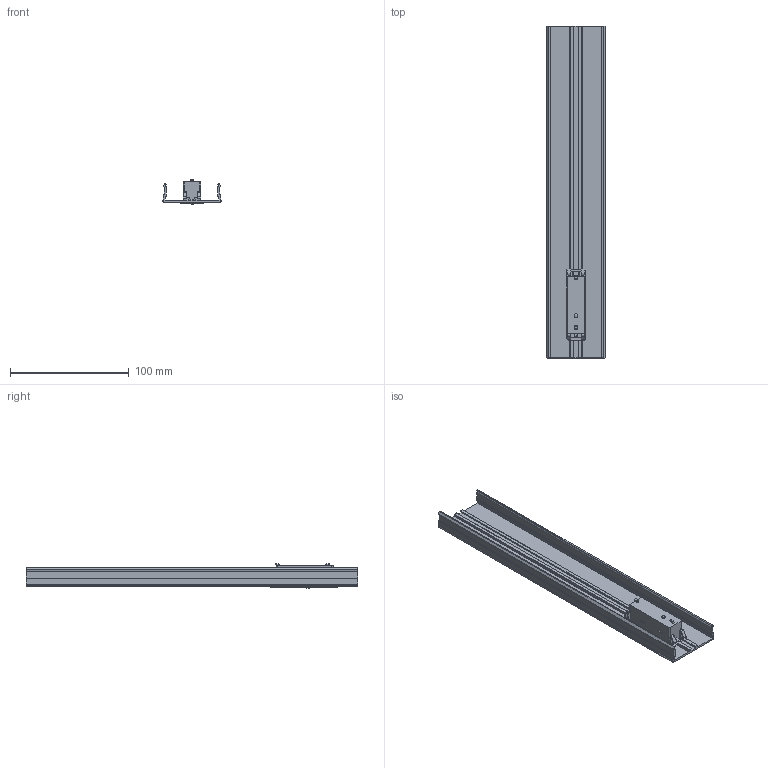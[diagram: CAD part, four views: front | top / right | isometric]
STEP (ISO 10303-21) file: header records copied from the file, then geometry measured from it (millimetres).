
FILE_DESCRIPTION(/* description */ ('This is a sample STEP configuration'),/* implementation_level */ '2;1');
FILE_NAME(/* name */ '715-07140a0xxxxxx _Simple.ipt_Rev_00.1.stp',/* time_stamp */ '2022-02-16T13:51:52+01:00',/* author */ ('powerJobs'),/* organization */ ('coolOrange'),/* preprocessor_version */ 'ST-DEVELOPER v18.1',/* originating_system */ 'Autodesk Inventor 2020',/* authorisation */ '');
FILE_SCHEMA (('AUTOMOTIVE_DESIGN { 1 0 10303 214 3 1 1 }'));
Length unit declared in the file: millimetre
Products named in the file (1): ENG000022240
Bounding box: 49 x 280 x 20.64 mm (x, y, z)
Volume: 46316.8 mm3; surface area: 53737.7 mm2
Topology: 2 solids, 11 shells, 1042 faces, 2904 edges, 1901 vertices
Faces by surface type: plane 656, cylinder 261, bspline 74, cone 29, torus 12, sphere 10
Full cylindrical faces by diameter (mm): 7 x1, 12.8 x1
Entity records: 37832 total; most frequent: CARTESIAN_POINT 9869, ORIENTED_EDGE 5804, DIRECTION 5317, EDGE_CURVE 2902, LINE 2103, VECTOR 2103, VERTEX_POINT 1901, AXIS2_PLACEMENT_3D 1607
